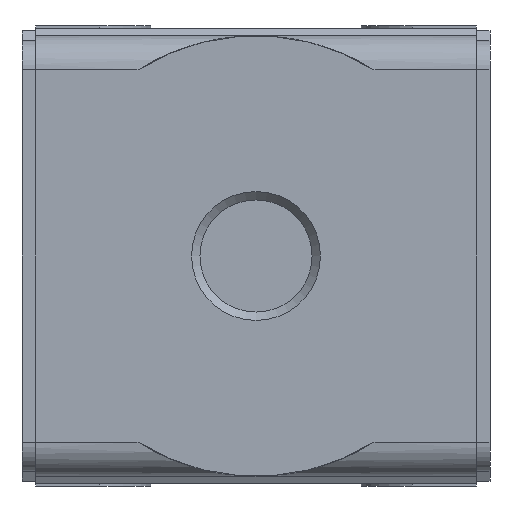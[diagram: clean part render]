
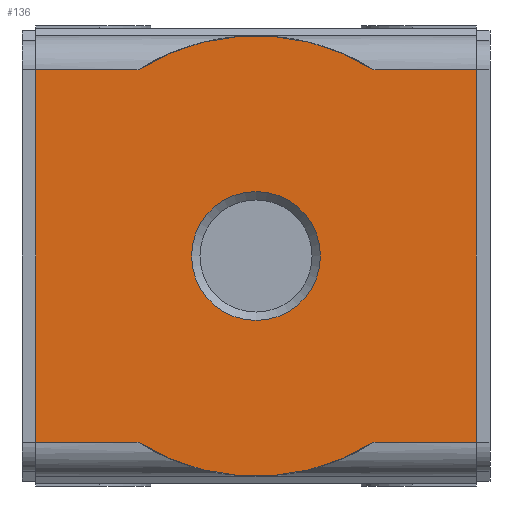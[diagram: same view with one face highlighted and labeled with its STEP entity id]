
A CAD part, front view. The second image highlights one B-rep face of the part: STEP entity #136.
In plain terms, the highlighted planar face has unit normal (0, -1, 0).
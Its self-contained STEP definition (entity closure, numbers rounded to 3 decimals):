
#136 = ADVANCED_FACE( '', ( #347, #348 ), #349, .F. );
#347 = FACE_BOUND( '', #796, .T. );
#348 = FACE_OUTER_BOUND( '', #797, .T. );
#349 = PLANE( '', #798 );
#796 = EDGE_LOOP( '', ( #1287 ) );
#797 = EDGE_LOOP( '', ( #1288, #1289, #1290, #1291, #1292, #1293, #1294, #1295 ) );
#798 = AXIS2_PLACEMENT_3D( '', #1296, #1297, #1298 );
#1287 = ORIENTED_EDGE( '', *, *, #2903, .F. );
#1288 = ORIENTED_EDGE( '', *, *, #2904, .T. );
#1289 = ORIENTED_EDGE( '', *, *, #2905, .T. );
#1290 = ORIENTED_EDGE( '', *, *, #2906, .T. );
#1291 = ORIENTED_EDGE( '', *, *, #2907, .T. );
#1292 = ORIENTED_EDGE( '', *, *, #2900, .F. );
#1293 = ORIENTED_EDGE( '', *, *, #2908, .T. );
#1294 = ORIENTED_EDGE( '', *, *, #2909, .F. );
#1295 = ORIENTED_EDGE( '', *, *, #2910, .F. );
#1296 = CARTESIAN_POINT( '', ( 22.5, 0., 19. ) );
#1297 = DIRECTION( '', ( 0., 1., 0. ) );
#1298 = DIRECTION( '', ( 0., 0., 1. ) );
#2900 = EDGE_CURVE( '', #3440, #3443, #3444, .T. );
#2903 = EDGE_CURVE( '', #3448, #3448, #3449, .T. );
#2904 = EDGE_CURVE( '', #3450, #3451, #3452, .T. );
#2905 = EDGE_CURVE( '', #3451, #3453, #3454, .T. );
#2906 = EDGE_CURVE( '', #3453, #3455, #3456, .T. );
#2907 = EDGE_CURVE( '', #3455, #3443, #3457, .T. );
#2908 = EDGE_CURVE( '', #3440, #3458, #3459, .T. );
#2909 = EDGE_CURVE( '', #3460, #3458, #3461, .T. );
#2910 = EDGE_CURVE( '', #3450, #3460, #3462, .T. );
#3440 = VERTEX_POINT( '', #4346 );
#3443 = VERTEX_POINT( '', #4366 );
#3444 = LINE( '', #4367, #4368 );
#3448 = VERTEX_POINT( '', #4373 );
#3449 = CIRCLE( '', #4374, 6.579 );
#3450 = VERTEX_POINT( '', #4375 );
#3451 = VERTEX_POINT( '', #4376 );
#3452 = LINE( '', #4377, #4378 );
#3453 = VERTEX_POINT( '', #4379 );
#3454 = CIRCLE( '', #4380, 22.5 );
#3455 = VERTEX_POINT( '', #4381 );
#3456 = LINE( '', #4382, #4383 );
#3457 = LINE( '', #4384, #4385 );
#3458 = VERTEX_POINT( '', #4386 );
#3459 = CIRCLE( '', #4387, 22.5 );
#3460 = VERTEX_POINT( '', #4388 );
#3461 = LINE( '', #4389, #4390 );
#3462 = LINE( '', #4391, #4392 );
#4346 = CARTESIAN_POINT( '', ( -12.052, 0., -19. ) );
#4366 = CARTESIAN_POINT( '', ( -22.5, 0., -19. ) );
#4367 = CARTESIAN_POINT( '', ( 22.5, 0., -19. ) );
#4368 = VECTOR( '', #5642, 1000. );
#4373 = CARTESIAN_POINT( '', ( 0., 0., -6.579 ) );
#4374 = AXIS2_PLACEMENT_3D( '', #5647, #5648, #5649 );
#4375 = CARTESIAN_POINT( '', ( 22.5, 0., 19. ) );
#4376 = CARTESIAN_POINT( '', ( 12.052, 0., 19. ) );
#4377 = CARTESIAN_POINT( '', ( 22.5, 0., 19. ) );
#4378 = VECTOR( '', #5650, 1000. );
#4379 = CARTESIAN_POINT( '', ( -12.052, 0., 19. ) );
#4380 = AXIS2_PLACEMENT_3D( '', #5651, #5652, #5653 );
#4381 = CARTESIAN_POINT( '', ( -22.5, 0., 19. ) );
#4382 = CARTESIAN_POINT( '', ( 22.5, 0., 19. ) );
#4383 = VECTOR( '', #5654, 1000. );
#4384 = CARTESIAN_POINT( '', ( -22.5, 0., 19. ) );
#4385 = VECTOR( '', #5655, 1000. );
#4386 = CARTESIAN_POINT( '', ( 12.052, 0., -19. ) );
#4387 = AXIS2_PLACEMENT_3D( '', #5656, #5657, #5658 );
#4388 = CARTESIAN_POINT( '', ( 22.5, 0., -19. ) );
#4389 = CARTESIAN_POINT( '', ( 22.5, 0., -19. ) );
#4390 = VECTOR( '', #5659, 1000. );
#4391 = CARTESIAN_POINT( '', ( 22.5, 0., 19. ) );
#4392 = VECTOR( '', #5660, 1000. );
#5642 = DIRECTION( '', ( -1., 0., 0. ) );
#5647 = CARTESIAN_POINT( '', ( 0., 0., 0. ) );
#5648 = DIRECTION( '', ( 0., -1., 0. ) );
#5649 = DIRECTION( '', ( 0., 0., -1. ) );
#5650 = DIRECTION( '', ( -1., 0., 0. ) );
#5651 = CARTESIAN_POINT( '', ( 0., 0., 0. ) );
#5652 = DIRECTION( '', ( 0., -1., 0. ) );
#5653 = DIRECTION( '', ( 0., 0., -1. ) );
#5654 = DIRECTION( '', ( -1., 0., 0. ) );
#5655 = DIRECTION( '', ( 0., 0., -1. ) );
#5656 = CARTESIAN_POINT( '', ( 0., 0., 0. ) );
#5657 = DIRECTION( '', ( 0., -1., 0. ) );
#5658 = DIRECTION( '', ( 0., 0., -1. ) );
#5659 = DIRECTION( '', ( -1., 0., 0. ) );
#5660 = DIRECTION( '', ( 0., 0., -1. ) );
